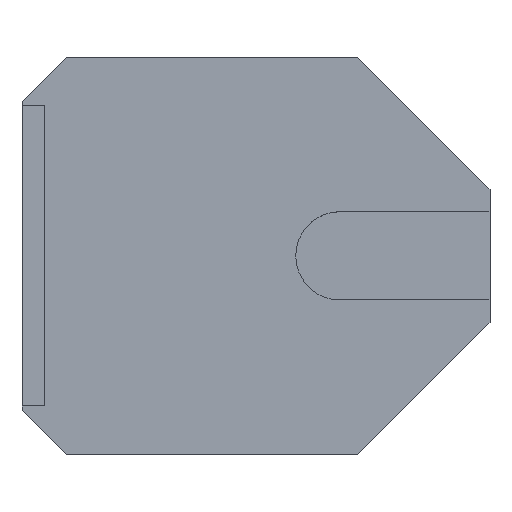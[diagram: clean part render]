
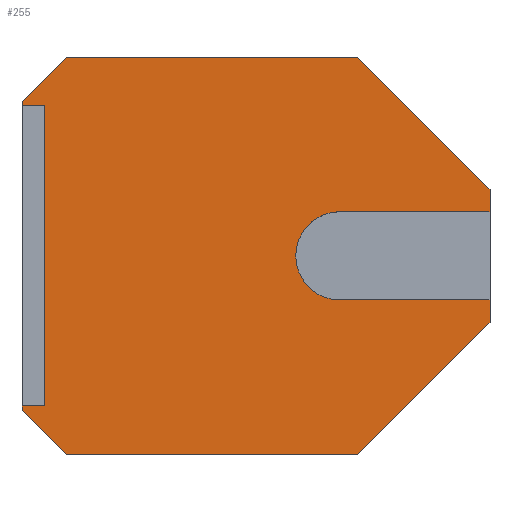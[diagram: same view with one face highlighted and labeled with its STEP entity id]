
A CAD part, top view. The second image highlights one B-rep face of the part: STEP entity #255.
In plain terms, the highlighted planar face has unit normal (0, 0, 1).
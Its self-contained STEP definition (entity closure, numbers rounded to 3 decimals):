
#38=LINE('',#1088,#110);
#42=LINE('',#1097,#114);
#46=LINE('',#1105,#118);
#52=LINE('',#1117,#124);
#55=LINE('',#1123,#127);
#59=LINE('',#1132,#131);
#62=LINE('',#1137,#134);
#67=LINE('',#1147,#139);
#70=LINE('',#1153,#142);
#74=LINE('',#1161,#146);
#83=LINE('',#1178,#155);
#85=LINE('',#1182,#157);
#86=LINE('',#1186,#158);
#87=LINE('',#1187,#159);
#88=LINE('',#1188,#160);
#110=VECTOR('',#829,1.);
#114=VECTOR('',#833,1.);
#118=VECTOR('',#839,1.);
#124=VECTOR('',#847,1.);
#127=VECTOR('',#852,1.);
#131=VECTOR('',#858,1.);
#134=VECTOR('',#861,1.);
#139=VECTOR('',#868,1.);
#142=VECTOR('',#873,1.);
#146=VECTOR('',#879,1.);
#155=VECTOR('',#894,1.);
#157=VECTOR('',#898,1.);
#158=VECTOR('',#901,1.);
#159=VECTOR('',#902,1.);
#160=VECTOR('',#903,1.);
#194=PLANE('',#767);
#222=FACE_OUTER_BOUND('',#319,.T.);
#255=ADVANCED_FACE('',(#222),#194,.F.);
#319=EDGE_LOOP('',(#416,#417,#418,#419,#420,#421,#422,#423,#424,#425,#426,
#427,#428,#429,#430,#431));
#416=ORIENTED_EDGE('',*,*,#660,.F.);
#417=ORIENTED_EDGE('',*,*,#661,.F.);
#418=ORIENTED_EDGE('',*,*,#662,.F.);
#419=ORIENTED_EDGE('',*,*,#637,.T.);
#420=ORIENTED_EDGE('',*,*,#630,.F.);
#421=ORIENTED_EDGE('',*,*,#627,.F.);
#422=ORIENTED_EDGE('',*,*,#621,.F.);
#423=ORIENTED_EDGE('',*,*,#617,.T.);
#424=ORIENTED_EDGE('',*,*,#663,.F.);
#425=ORIENTED_EDGE('',*,*,#658,.F.);
#426=ORIENTED_EDGE('',*,*,#664,.T.);
#427=ORIENTED_EDGE('',*,*,#613,.T.);
#428=ORIENTED_EDGE('',*,*,#649,.F.);
#429=ORIENTED_EDGE('',*,*,#645,.F.);
#430=ORIENTED_EDGE('',*,*,#642,.F.);
#431=ORIENTED_EDGE('',*,*,#634,.T.);
#547=VERTEX_POINT('',#1089);
#548=VERTEX_POINT('',#1090);
#551=VERTEX_POINT('',#1096);
#552=VERTEX_POINT('',#1098);
#555=VERTEX_POINT('',#1106);
#560=VERTEX_POINT('',#1118);
#562=VERTEX_POINT('',#1124);
#564=VERTEX_POINT('',#1130);
#566=VERTEX_POINT('',#1133);
#568=VERTEX_POINT('',#1138);
#572=VERTEX_POINT('',#1148);
#574=VERTEX_POINT('',#1154);
#581=VERTEX_POINT('',#1177);
#582=VERTEX_POINT('',#1179);
#583=VERTEX_POINT('',#1183);
#584=VERTEX_POINT('',#1185);
#613=EDGE_CURVE('',#547,#548,#38,.T.);
#617=EDGE_CURVE('',#552,#551,#42,.T.);
#621=EDGE_CURVE('',#552,#555,#46,.T.);
#627=EDGE_CURVE('',#555,#560,#52,.T.);
#630=EDGE_CURVE('',#560,#562,#55,.T.);
#634=EDGE_CURVE('',#566,#564,#59,.T.);
#637=EDGE_CURVE('',#568,#562,#62,.T.);
#642=EDGE_CURVE('',#566,#572,#67,.T.);
#645=EDGE_CURVE('',#572,#574,#70,.T.);
#649=EDGE_CURVE('',#574,#548,#74,.T.);
#658=EDGE_CURVE('',#581,#582,#83,.T.);
#660=EDGE_CURVE('',#583,#564,#85,.T.);
#661=EDGE_CURVE('',#584,#583,#708,.T.);
#662=EDGE_CURVE('',#568,#584,#86,.T.);
#663=EDGE_CURVE('',#582,#551,#87,.T.);
#664=EDGE_CURVE('',#581,#547,#88,.T.);
#708=CIRCLE('',#766,10.);
#766=AXIS2_PLACEMENT_3D('',#1184,#899,#900);
#767=AXIS2_PLACEMENT_3D('',#1189,#904,#905);
#829=DIRECTION('',(0.,-1.,0.));
#833=DIRECTION('',(0.,-1.,0.));
#839=DIRECTION('',(0.707,0.707,0.));
#847=DIRECTION('',(1.,0.,0.));
#852=DIRECTION('',(0.707,-0.707,0.));
#858=DIRECTION('',(0.,1.,0.));
#861=DIRECTION('',(0.,1.,0.));
#868=DIRECTION('',(-0.707,-0.707,0.));
#873=DIRECTION('',(-1.,0.,0.));
#879=DIRECTION('',(-0.707,0.707,0.));
#894=DIRECTION('',(0.,1.,0.));
#898=DIRECTION('',(1.,0.,0.));
#899=DIRECTION('',(0.,0.,1.));
#900=DIRECTION('',(-1.,0.,0.));
#901=DIRECTION('',(-1.,0.,0.));
#902=DIRECTION('',(-1.,0.,0.));
#903=DIRECTION('',(-1.,0.,0.));
#904=DIRECTION('',(0.,0.,-1.));
#905=DIRECTION('',(-1.,0.,0.));
#1088=CARTESIAN_POINT('',(-5.,-35.,0.));
#1089=CARTESIAN_POINT('',(-5.,-34.,0.));
#1090=CARTESIAN_POINT('',(-5.,-35.,0.));
#1096=CARTESIAN_POINT('',(-5.,34.,0.));
#1097=CARTESIAN_POINT('',(-5.,-35.,0.));
#1098=CARTESIAN_POINT('',(-5.,35.,0.));
#1105=CARTESIAN_POINT('',(-5.,35.,0.));
#1106=CARTESIAN_POINT('',(5.,45.,0.));
#1117=CARTESIAN_POINT('',(5.,45.,0.));
#1118=CARTESIAN_POINT('',(71.,45.,0.));
#1123=CARTESIAN_POINT('',(71.,45.,0.));
#1124=CARTESIAN_POINT('',(101.,15.,0.));
#1130=CARTESIAN_POINT('',(101.,-10.,0.));
#1132=CARTESIAN_POINT('',(101.,-56.269,0.));
#1133=CARTESIAN_POINT('',(101.,-15.,0.));
#1137=CARTESIAN_POINT('',(101.,-56.269,0.));
#1138=CARTESIAN_POINT('',(101.,10.,0.));
#1147=CARTESIAN_POINT('',(101.,-15.,0.));
#1148=CARTESIAN_POINT('',(71.,-45.,0.));
#1153=CARTESIAN_POINT('',(71.,-45.,0.));
#1154=CARTESIAN_POINT('',(5.,-45.,0.));
#1161=CARTESIAN_POINT('',(5.,-45.,0.));
#1177=CARTESIAN_POINT('',(0.,-34.,0.));
#1178=CARTESIAN_POINT('',(0.,-56.269,0.));
#1179=CARTESIAN_POINT('',(0.,34.,0.));
#1182=CARTESIAN_POINT('',(0.,-10.,0.));
#1183=CARTESIAN_POINT('',(67.,-10.,0.));
#1184=CARTESIAN_POINT('',(67.,0.,0.));
#1185=CARTESIAN_POINT('',(67.,10.,0.));
#1186=CARTESIAN_POINT('',(0.,10.,0.));
#1187=CARTESIAN_POINT('',(251.105,34.,0.));
#1188=CARTESIAN_POINT('',(251.105,-34.,0.));
#1189=CARTESIAN_POINT('',(0.,-56.269,0.));
